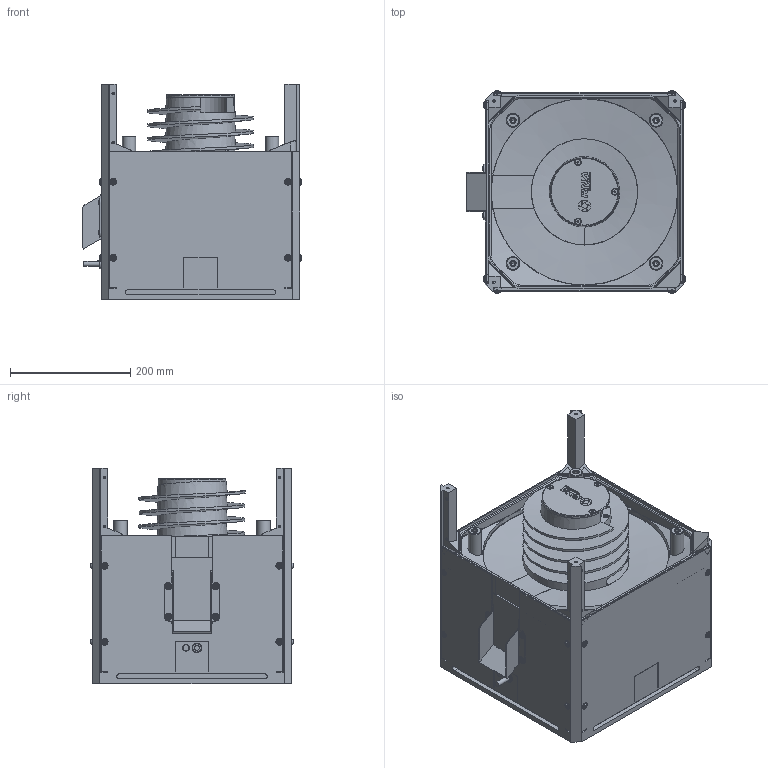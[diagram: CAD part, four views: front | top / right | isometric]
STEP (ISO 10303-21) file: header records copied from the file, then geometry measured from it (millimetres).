
FILE_DESCRIPTION(/* description */ (''),/* implementation_level */ '2;1');
FILE_NAME(/* name */ 'ROTU_S_LL_Dummy.stp',/* time_stamp */ '2021-09-29T15:51:06+02:00',/* author */ ('User'),/* organization */ (''),/* preprocessor_version */ 'ST-DEVELOPER v18.1',/* originating_system */ 'Autodesk Inventor 2021',/* authorisation */ '');
FILE_SCHEMA (('CONFIG_CONTROL_DESIGN'));
Length unit declared in the file: inch
Products named in the file (1): ROTU_S_LL_Dummy
Bounding box: 363.75 x 335.5 x 357 mm (x, y, z)
Volume: 24663721.3 mm3; surface area: 1034240.3 mm2
Topology: 1 solids, 118 shells, 2808 faces, 7351 edges, 4807 vertices
Faces by surface type: plane 1472, cylinder 781, cone 264, bspline 204, torus 44, sphere 43
Full cylindrical faces by diameter (mm): 2.5 x3, 3.229 x20, 4.134 x25, 4.917 x10, 5 x32, 6 x7, 6.4 x24, 6.647 x4, 6.917 x4, 8 x6, 8.376 x4, 8.5 x16, 9.43 x11, 10 x17, 10.376 x8, 10.5 x4, 11 x5, 11.2 x20, 12 x12, 13 x8, 15.9 x1, 16 x8, 18 x16, 20.752 x1, 22 x4, 22.6 x4, 45 x1, 87.8 x1, 88.8 x1, 112.8 x1
Entity records: 94859 total; most frequent: CARTESIAN_POINT 22532, DIRECTION 14602, ORIENTED_EDGE 14522, EDGE_CURVE 7261, AXIS2_PLACEMENT_3D 5392, VERTEX_POINT 4807, LINE 3818, VECTOR 3818
